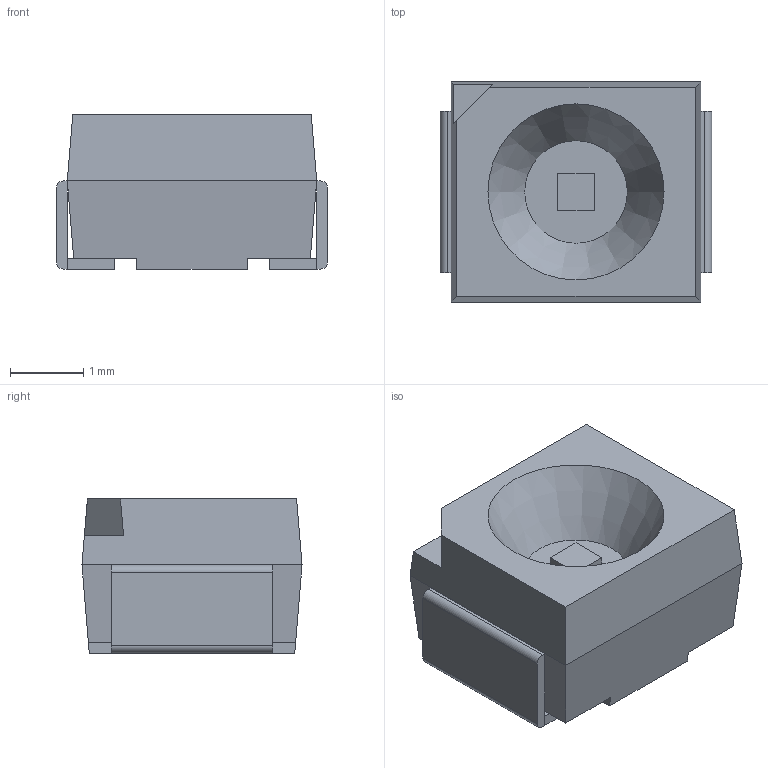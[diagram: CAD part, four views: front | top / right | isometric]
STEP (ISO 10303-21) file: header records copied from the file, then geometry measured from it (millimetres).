
FILE_DESCRIPTION(/* description */ (''),/* implementation_level */ '2;1');
FILE_NAME(/* name */ 'LEDM3528X210N_BLUE.stp',/* time_stamp */ '2017-06-20T11:30:44+02:00',/* author */ ('jchouvet'),/* organization */ (''),/* preprocessor_version */ 'ST-DEVELOPER v16.1',/* originating_system */ 'AutoCAD Mechanical',/* authorisation */ '');
FILE_SCHEMA (('AUTOMOTIVE_DESIGN { 1 0 10303 214 3 1 1 }'));
Length unit declared in the file: millimetre
Products named in the file (1): Product
Bounding box: 3.7 x 3 x 2.1 mm (x, y, z)
Volume: 18.1 mm3; surface area: 85 mm2
Topology: 7 solids, 7 shells, 53 faces, 117 edges, 78 vertices
Faces by surface type: plane 48, cylinder 4, cone 1
Entity records: 1480 total; most frequent: CARTESIAN_POINT 248, DIRECTION 234, ORIENTED_EDGE 232, EDGE_CURVE 116, LINE 106, VECTOR 106, VERTEX_POINT 78, AXIS2_PLACEMENT_3D 64
